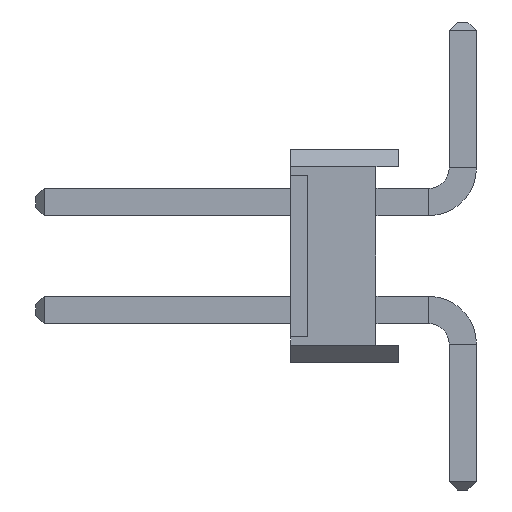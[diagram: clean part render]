
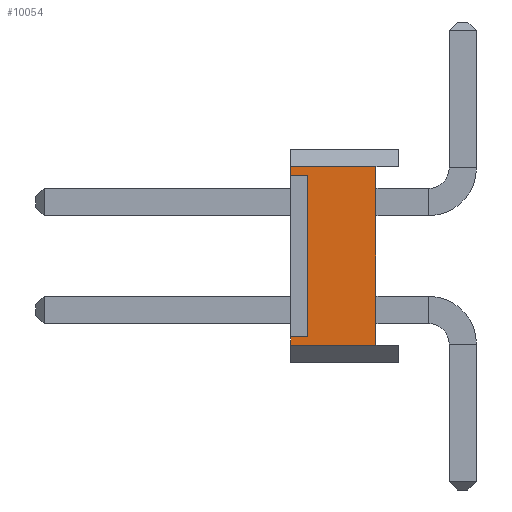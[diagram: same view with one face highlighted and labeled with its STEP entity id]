
A CAD part, left-side view. The second image highlights one B-rep face of the part: STEP entity #10054.
In plain terms, the highlighted planar face has unit normal (-1, 0, 0).
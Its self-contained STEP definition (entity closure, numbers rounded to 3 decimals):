
#2028 = LINE ( 'NONE', #41314, #31961 ) ;
#2377 = VERTEX_POINT ( 'NONE', #40240 ) ;
#2711 = LINE ( 'NONE', #33186, #40505 ) ;
#3918 = VERTEX_POINT ( 'NONE', #34904 ) ;
#5139 = EDGE_CURVE ( 'NONE', #2377, #48791, #8849, .T. ) ;
#6716 = ORIENTED_EDGE ( 'NONE', *, *, #18500, .T. ) ;
#6734 = DIRECTION ( 'NONE',  ( 0., 0., 1. ) ) ;
#6958 = DIRECTION ( 'NONE',  ( 0., -1., 0. ) ) ;
#7917 = ORIENTED_EDGE ( 'NONE', *, *, #39227, .T. ) ;
#8849 = LINE ( 'NONE', #19575, #33421 ) ;
#8870 = EDGE_CURVE ( 'NONE', #41720, #3918, #21567, .T. ) ;
#9189 = DIRECTION ( 'NONE',  ( 0., 1., 0. ) ) ;
#9582 = FACE_OUTER_BOUND ( 'NONE', #12932, .T. ) ;
#10054 = ADVANCED_FACE ( 'NONE', ( #9582 ), #23673, .F. ) ;
#12137 = ORIENTED_EDGE ( 'NONE', *, *, #5139, .F. ) ;
#12932 = EDGE_LOOP ( 'NONE', ( #47598, #6716, #18404, #7917, #12137, #33667, #27360, #15990 ) ) ;
#15392 = CARTESIAN_POINT ( 'NONE',  ( -1.27, 2.14, -1.9 ) ) ;
#15601 = DIRECTION ( 'NONE',  ( 1., 0., 0. ) ) ;
#15990 = ORIENTED_EDGE ( 'NONE', *, *, #8870, .F. ) ;
#16499 = CARTESIAN_POINT ( 'NONE',  ( -1.27, 2.14, -1.9 ) ) ;
#16517 = LINE ( 'NONE', #28851, #33959 ) ;
#17540 = LINE ( 'NONE', #21729, #46992 ) ;
#18404 = ORIENTED_EDGE ( 'NONE', *, *, #36422, .F. ) ;
#18500 = EDGE_CURVE ( 'NONE', #21924, #33780, #2028, .T. ) ;
#18505 = DIRECTION ( 'NONE',  ( 0., 1., 0. ) ) ;
#18557 = CARTESIAN_POINT ( 'NONE',  ( -1.27, 2.54, 2.1 ) ) ;
#18742 = VERTEX_POINT ( 'NONE', #19513 ) ;
#19410 = DIRECTION ( 'NONE',  ( 0., 0., -1. ) ) ;
#19513 = CARTESIAN_POINT ( 'NONE',  ( -1.27, 2.54, -2.1 ) ) ;
#19575 = CARTESIAN_POINT ( 'NONE',  ( -1.27, 0.54, 2.1 ) ) ;
#20833 = DIRECTION ( 'NONE',  ( 0., -1., 0. ) ) ;
#21567 = LINE ( 'NONE', #44238, #37760 ) ;
#21729 = CARTESIAN_POINT ( 'NONE',  ( -1.27, 2.54, -2.1 ) ) ;
#21924 = VERTEX_POINT ( 'NONE', #16499 ) ;
#23673 = PLANE ( 'NONE',  #41857 ) ;
#25750 = VERTEX_POINT ( 'NONE', #18557 ) ;
#26069 = LINE ( 'NONE', #15392, #48917 ) ;
#27227 = DIRECTION ( 'NONE',  ( 0., 0., -1. ) ) ;
#27306 = EDGE_CURVE ( 'NONE', #3918, #25750, #2711, .T. ) ;
#27360 = ORIENTED_EDGE ( 'NONE', *, *, #27306, .F. ) ;
#28851 = CARTESIAN_POINT ( 'NONE',  ( -1.27, 2.54, 2.1 ) ) ;
#29048 = DIRECTION ( 'NONE',  ( 0., 0., 1. ) ) ;
#31961 = VECTOR ( 'NONE', #18505, 1000. ) ;
#33186 = CARTESIAN_POINT ( 'NONE',  ( -1.27, 2.54, -2.1 ) ) ;
#33204 = CARTESIAN_POINT ( 'NONE',  ( -1.27, 2.54, -2.1 ) ) ;
#33421 = VECTOR ( 'NONE', #19410, 1000. ) ;
#33667 = ORIENTED_EDGE ( 'NONE', *, *, #43250, .F. ) ;
#33780 = VERTEX_POINT ( 'NONE', #45470 ) ;
#33959 = VECTOR ( 'NONE', #20833, 1000. ) ;
#34554 = DIRECTION ( 'NONE',  ( 0., 0., 1. ) ) ;
#34904 = CARTESIAN_POINT ( 'NONE',  ( -1.27, 2.54, 1.9 ) ) ;
#35706 = CARTESIAN_POINT ( 'NONE',  ( -1.27, 0.54, -2.1 ) ) ;
#36422 = EDGE_CURVE ( 'NONE', #18742, #33780, #41226, .T. ) ;
#37760 = VECTOR ( 'NONE', #9189, 1000. ) ;
#39227 = EDGE_CURVE ( 'NONE', #18742, #48791, #17540, .T. ) ;
#40240 = CARTESIAN_POINT ( 'NONE',  ( -1.27, 0.54, 2.1 ) ) ;
#40505 = VECTOR ( 'NONE', #6734, 1000. ) ;
#40636 = VECTOR ( 'NONE', #29048, 1000. ) ;
#41226 = LINE ( 'NONE', #33204, #40636 ) ;
#41314 = CARTESIAN_POINT ( 'NONE',  ( -1.27, 2.14, -1.9 ) ) ;
#41720 = VERTEX_POINT ( 'NONE', #44707 ) ;
#41857 = AXIS2_PLACEMENT_3D ( 'NONE', #42326, #15601, #27227 ) ;
#42326 = CARTESIAN_POINT ( 'NONE',  ( -1.27, 2.54, -2.1 ) ) ;
#43250 = EDGE_CURVE ( 'NONE', #25750, #2377, #16517, .T. ) ;
#44238 = CARTESIAN_POINT ( 'NONE',  ( -1.27, 2.14, 1.9 ) ) ;
#44707 = CARTESIAN_POINT ( 'NONE',  ( -1.27, 2.14, 1.9 ) ) ;
#45470 = CARTESIAN_POINT ( 'NONE',  ( -1.27, 2.54, -1.9 ) ) ;
#46992 = VECTOR ( 'NONE', #6958, 1000. ) ;
#47598 = ORIENTED_EDGE ( 'NONE', *, *, #48508, .F. ) ;
#48508 = EDGE_CURVE ( 'NONE', #21924, #41720, #26069, .T. ) ;
#48791 = VERTEX_POINT ( 'NONE', #35706 ) ;
#48917 = VECTOR ( 'NONE', #34554, 1000. ) ;
